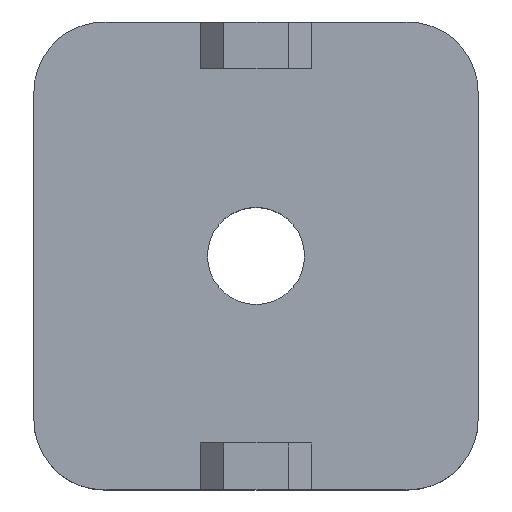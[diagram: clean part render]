
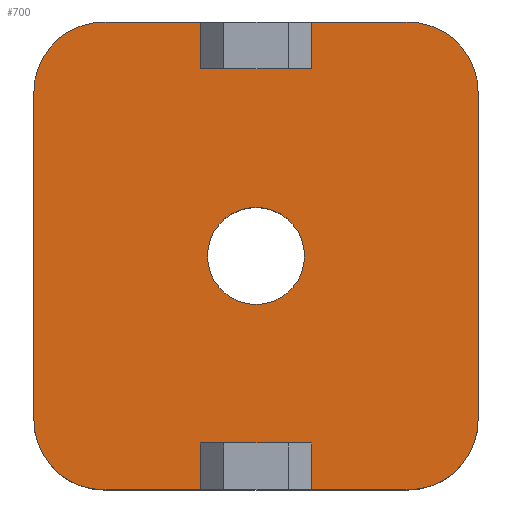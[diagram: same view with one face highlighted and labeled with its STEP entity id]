
A CAD part, top view. The second image highlights one B-rep face of the part: STEP entity #700.
In plain terms, the highlighted planar face has unit normal (0, 0, 1).
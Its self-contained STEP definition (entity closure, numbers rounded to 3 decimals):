
#9 = VECTOR ( 'NONE', #511, 1000. ) ;
#10 = EDGE_CURVE ( 'NONE', #535, #262, #755, .T. ) ;
#11 = CARTESIAN_POINT ( 'NONE',  ( -4.75, -16., 5. ) ) ;
#14 = DIRECTION ( 'NONE',  ( 1., 0., 0. ) ) ;
#16 = DIRECTION ( 'NONE',  ( 1., 0., 0. ) ) ;
#21 = LINE ( 'NONE', #538, #172 ) ;
#24 = DIRECTION ( 'NONE',  ( 0., 0., 1. ) ) ;
#32 = VERTEX_POINT ( 'NONE', #110 ) ;
#46 = DIRECTION ( 'NONE',  ( 0., -1., 0. ) ) ;
#49 = AXIS2_PLACEMENT_3D ( 'NONE', #569, #829, #177 ) ;
#51 = CARTESIAN_POINT ( 'NONE',  ( -19., -14., 5. ) ) ;
#56 = ORIENTED_EDGE ( 'NONE', *, *, #259, .T. ) ;
#63 = LINE ( 'NONE', #589, #721 ) ;
#65 = AXIS2_PLACEMENT_3D ( 'NONE', #331, #578, #574 ) ;
#70 = LINE ( 'NONE', #603, #742 ) ;
#72 = ORIENTED_EDGE ( 'NONE', *, *, #380, .T. ) ;
#75 = VERTEX_POINT ( 'NONE', #565 ) ;
#76 = AXIS2_PLACEMENT_3D ( 'NONE', #784, #194, #382 ) ;
#79 = CARTESIAN_POINT ( 'NONE',  ( 4.75, 20., 5. ) ) ;
#85 = EDGE_CURVE ( 'NONE', #32, #260, #312, .T. ) ;
#93 = DIRECTION ( 'NONE',  ( 0., 0., 1. ) ) ;
#103 = CARTESIAN_POINT ( 'NONE',  ( 19., -14., 5. ) ) ;
#110 = CARTESIAN_POINT ( 'NONE',  ( -13., 20., 5. ) ) ;
#111 = CARTESIAN_POINT ( 'NONE',  ( 19., 14., 5. ) ) ;
#116 = VECTOR ( 'NONE', #14, 1000. ) ;
#122 = FACE_BOUND ( 'NONE', #269, .T. ) ;
#130 = CIRCLE ( 'NONE', #571, 4.15 ) ;
#135 = DIRECTION ( 'NONE',  ( -1., 0., 0. ) ) ;
#140 = ORIENTED_EDGE ( 'NONE', *, *, #456, .F. ) ;
#142 = LINE ( 'NONE', #402, #116 ) ;
#147 = DIRECTION ( 'NONE',  ( 0., 1., 0. ) ) ;
#150 = CARTESIAN_POINT ( 'NONE',  ( -4.75, -16., 5. ) ) ;
#155 = ORIENTED_EDGE ( 'NONE', *, *, #726, .T. ) ;
#172 = VECTOR ( 'NONE', #16, 1000. ) ;
#173 = CARTESIAN_POINT ( 'NONE',  ( 13., -14., 5. ) ) ;
#177 = DIRECTION ( 'NONE',  ( 1., 0., 0. ) ) ;
#194 = DIRECTION ( 'NONE',  ( 0., 0., 1. ) ) ;
#199 = VECTOR ( 'NONE', #46, 1000. ) ;
#203 = DIRECTION ( 'NONE',  ( -1., 0., 0. ) ) ;
#206 = VERTEX_POINT ( 'NONE', #840 ) ;
#209 = ORIENTED_EDGE ( 'NONE', *, *, #10, .T. ) ;
#216 = LINE ( 'NONE', #607, #594 ) ;
#217 = ORIENTED_EDGE ( 'NONE', *, *, #513, .T. ) ;
#221 = CARTESIAN_POINT ( 'NONE',  ( 0., 0., 5. ) ) ;
#224 = VECTOR ( 'NONE', #554, 1000. ) ;
#229 = CARTESIAN_POINT ( 'NONE',  ( -19., 20., 5. ) ) ;
#240 = EDGE_CURVE ( 'NONE', #264, #32, #216, .T. ) ;
#241 = CIRCLE ( 'NONE', #788, 6. ) ;
#244 = LINE ( 'NONE', #767, #273 ) ;
#248 = EDGE_CURVE ( 'NONE', #591, #535, #241, .T. ) ;
#253 = EDGE_CURVE ( 'NONE', #264, #428, #278, .T. ) ;
#259 = EDGE_CURVE ( 'NONE', #472, #397, #21, .T. ) ;
#260 = VERTEX_POINT ( 'NONE', #543 ) ;
#262 = VERTEX_POINT ( 'NONE', #79 ) ;
#264 = VERTEX_POINT ( 'NONE', #738 ) ;
#265 = DIRECTION ( 'NONE',  ( -1., 0., 0. ) ) ;
#269 = EDGE_LOOP ( 'NONE', ( #497, #782 ) ) ;
#271 = DIRECTION ( 'NONE',  ( 0., -1., 0. ) ) ;
#273 = VECTOR ( 'NONE', #507, 1000. ) ;
#274 = VERTEX_POINT ( 'NONE', #410 ) ;
#278 = LINE ( 'NONE', #735, #775 ) ;
#284 = VERTEX_POINT ( 'NONE', #150 ) ;
#286 = VECTOR ( 'NONE', #203, 1000. ) ;
#299 = VERTEX_POINT ( 'NONE', #722 ) ;
#311 = EDGE_CURVE ( 'NONE', #416, #591, #70, .T. ) ;
#312 = CIRCLE ( 'NONE', #76, 6. ) ;
#314 = CARTESIAN_POINT ( 'NONE',  ( -4.75, 16., 5. ) ) ;
#318 = EDGE_CURVE ( 'NONE', #206, #284, #794, .T. ) ;
#323 = ORIENTED_EDGE ( 'NONE', *, *, #311, .T. ) ;
#331 = CARTESIAN_POINT ( 'NONE',  ( 0., 0., 5. ) ) ;
#339 = CIRCLE ( 'NONE', #812, 6. ) ;
#356 = DIRECTION ( 'NONE',  ( 1., 0., 0. ) ) ;
#380 = EDGE_CURVE ( 'NONE', #793, #299, #142, .T. ) ;
#382 = DIRECTION ( 'NONE',  ( -1., 0., 0. ) ) ;
#395 = CARTESIAN_POINT ( 'NONE',  ( 13., 14., 5. ) ) ;
#396 = EDGE_CURVE ( 'NONE', #75, #274, #130, .T. ) ;
#397 = VERTEX_POINT ( 'NONE', #804 ) ;
#398 = PLANE ( 'NONE',  #65 ) ;
#399 = DIRECTION ( 'NONE',  ( 0., 0., 1. ) ) ;
#400 = ORIENTED_EDGE ( 'NONE', *, *, #683, .F. ) ;
#402 = CARTESIAN_POINT ( 'NONE',  ( -19., -20., 5. ) ) ;
#410 = CARTESIAN_POINT ( 'NONE',  ( -4.15, 0., 5. ) ) ;
#416 = VERTEX_POINT ( 'NONE', #103 ) ;
#428 = VERTEX_POINT ( 'NONE', #501 ) ;
#456 = EDGE_CURVE ( 'NONE', #472, #206, #627, .T. ) ;
#459 = FACE_OUTER_BOUND ( 'NONE', #709, .T. ) ;
#461 = EDGE_CURVE ( 'NONE', #397, #416, #339, .T. ) ;
#472 = VERTEX_POINT ( 'NONE', #743 ) ;
#491 = DIRECTION ( 'NONE',  ( -1., 0., 0. ) ) ;
#497 = ORIENTED_EDGE ( 'NONE', *, *, #499, .F. ) ;
#498 = CARTESIAN_POINT ( 'NONE',  ( 13., 20., 5. ) ) ;
#499 = EDGE_CURVE ( 'NONE', #274, #75, #707, .T. ) ;
#501 = CARTESIAN_POINT ( 'NONE',  ( -4.75, 16., 5. ) ) ;
#507 = DIRECTION ( 'NONE',  ( 0., -1., 0. ) ) ;
#509 = CARTESIAN_POINT ( 'NONE',  ( -4.75, -16., 5. ) ) ;
#511 = DIRECTION ( 'NONE',  ( 1., 0., 0. ) ) ;
#512 = ORIENTED_EDGE ( 'NONE', *, *, #461, .T. ) ;
#513 = EDGE_CURVE ( 'NONE', #260, #521, #244, .T. ) ;
#515 = DIRECTION ( 'NONE',  ( 0., 0., 1. ) ) ;
#521 = VERTEX_POINT ( 'NONE', #51 ) ;
#528 = EDGE_CURVE ( 'NONE', #284, #299, #552, .T. ) ;
#535 = VERTEX_POINT ( 'NONE', #498 ) ;
#538 = CARTESIAN_POINT ( 'NONE',  ( -19., -20., 5. ) ) ;
#543 = CARTESIAN_POINT ( 'NONE',  ( -19., 14., 5. ) ) ;
#548 = ORIENTED_EDGE ( 'NONE', *, *, #318, .F. ) ;
#550 = DIRECTION ( 'NONE',  ( -1., 0., 0. ) ) ;
#552 = LINE ( 'NONE', #509, #199 ) ;
#554 = DIRECTION ( 'NONE',  ( 0., 1., 0. ) ) ;
#556 = ORIENTED_EDGE ( 'NONE', *, *, #248, .T. ) ;
#565 = CARTESIAN_POINT ( 'NONE',  ( 4.15, 0., 5. ) ) ;
#569 = CARTESIAN_POINT ( 'NONE',  ( 0., 0., 5. ) ) ;
#570 = ORIENTED_EDGE ( 'NONE', *, *, #528, .F. ) ;
#571 = AXIS2_PLACEMENT_3D ( 'NONE', #221, #93, #356 ) ;
#574 = DIRECTION ( 'NONE',  ( -1., 0., 0. ) ) ;
#578 = DIRECTION ( 'NONE',  ( 0., 0., -1. ) ) ;
#580 = CARTESIAN_POINT ( 'NONE',  ( -13., -14., 5. ) ) ;
#586 = DIRECTION ( 'NONE',  ( 0., 1., 0. ) ) ;
#589 = CARTESIAN_POINT ( 'NONE',  ( 4.75, 16., 5. ) ) ;
#591 = VERTEX_POINT ( 'NONE', #111 ) ;
#594 = VECTOR ( 'NONE', #135, 1000. ) ;
#596 = DIRECTION ( 'NONE',  ( -1., 0., 0. ) ) ;
#603 = CARTESIAN_POINT ( 'NONE',  ( 19., -20., 5. ) ) ;
#607 = CARTESIAN_POINT ( 'NONE',  ( -19., 20., 5. ) ) ;
#618 = VERTEX_POINT ( 'NONE', #625 ) ;
#625 = CARTESIAN_POINT ( 'NONE',  ( 4.75, 16., 5. ) ) ;
#627 = LINE ( 'NONE', #740, #224 ) ;
#631 = ORIENTED_EDGE ( 'NONE', *, *, #85, .T. ) ;
#641 = CARTESIAN_POINT ( 'NONE',  ( -13., -20., 5. ) ) ;
#656 = ORIENTED_EDGE ( 'NONE', *, *, #240, .T. ) ;
#660 = ORIENTED_EDGE ( 'NONE', *, *, #813, .F. ) ;
#683 = EDGE_CURVE ( 'NONE', #428, #618, #711, .T. ) ;
#700 = ADVANCED_FACE ( 'NONE', ( #122, #459 ), #398, .F. ) ;
#707 = CIRCLE ( 'NONE', #49, 4.15 ) ;
#709 = EDGE_LOOP ( 'NONE', ( #570, #548, #140, #56, #512, #323, #556, #209, #660, #400, #768, #656, #631, #217, #155, #72 ) ) ;
#711 = LINE ( 'NONE', #314, #9 ) ;
#721 = VECTOR ( 'NONE', #586, 1000. ) ;
#722 = CARTESIAN_POINT ( 'NONE',  ( -4.75, -20., 5. ) ) ;
#726 = EDGE_CURVE ( 'NONE', #521, #793, #801, .T. ) ;
#735 = CARTESIAN_POINT ( 'NONE',  ( -4.75, 16., 5. ) ) ;
#738 = CARTESIAN_POINT ( 'NONE',  ( -4.75, 20., 5. ) ) ;
#740 = CARTESIAN_POINT ( 'NONE',  ( 4.75, -16., 5. ) ) ;
#742 = VECTOR ( 'NONE', #147, 1000. ) ;
#743 = CARTESIAN_POINT ( 'NONE',  ( 4.75, -20., 5. ) ) ;
#744 = AXIS2_PLACEMENT_3D ( 'NONE', #580, #515, #265 ) ;
#755 = LINE ( 'NONE', #229, #841 ) ;
#767 = CARTESIAN_POINT ( 'NONE',  ( -19., -20., 5. ) ) ;
#768 = ORIENTED_EDGE ( 'NONE', *, *, #253, .F. ) ;
#775 = VECTOR ( 'NONE', #271, 1000. ) ;
#782 = ORIENTED_EDGE ( 'NONE', *, *, #396, .F. ) ;
#784 = CARTESIAN_POINT ( 'NONE',  ( -13., 14., 5. ) ) ;
#788 = AXIS2_PLACEMENT_3D ( 'NONE', #395, #399, #596 ) ;
#793 = VERTEX_POINT ( 'NONE', #641 ) ;
#794 = LINE ( 'NONE', #11, #286 ) ;
#801 = CIRCLE ( 'NONE', #744, 6. ) ;
#804 = CARTESIAN_POINT ( 'NONE',  ( 13., -20., 5. ) ) ;
#812 = AXIS2_PLACEMENT_3D ( 'NONE', #173, #24, #550 ) ;
#813 = EDGE_CURVE ( 'NONE', #618, #262, #63, .T. ) ;
#829 = DIRECTION ( 'NONE',  ( 0., 0., 1. ) ) ;
#840 = CARTESIAN_POINT ( 'NONE',  ( 4.75, -16., 5. ) ) ;
#841 = VECTOR ( 'NONE', #491, 1000. ) ;
